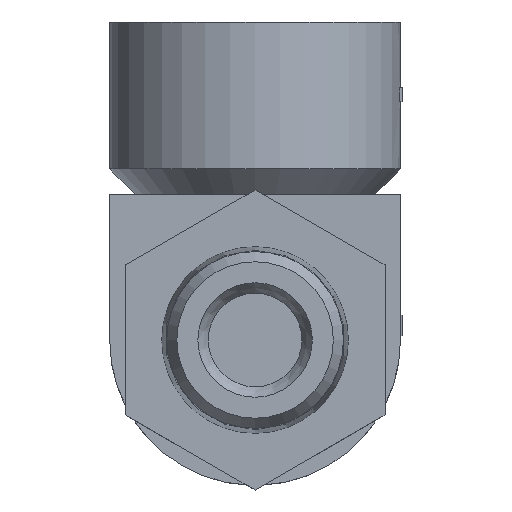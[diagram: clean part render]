
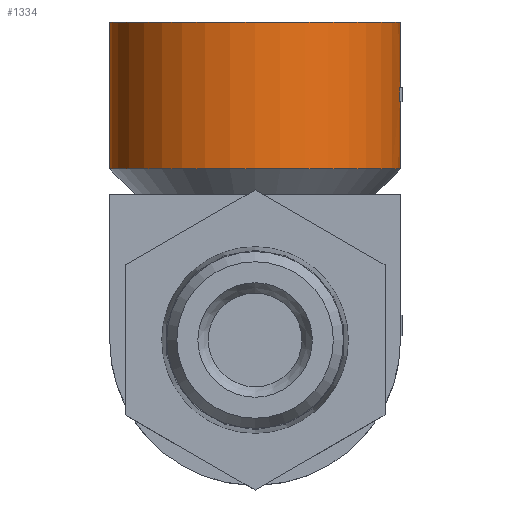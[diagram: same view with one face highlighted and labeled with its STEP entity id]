
A CAD part, front view. The second image highlights one B-rep face of the part: STEP entity #1334.
In plain terms, the highlighted cylindrical face has radius 8 mm (diameter 16 mm), a full revolution.
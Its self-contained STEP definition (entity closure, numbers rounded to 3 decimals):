
#34=ELLIPSE('',#1467,9.541,8.);
#35=ELLIPSE('',#1469,9.541,8.);
#39=CYLINDRICAL_SURFACE('',#1463,8.);
#97=LINE('',#2136,#229);
#98=LINE('',#2146,#230);
#99=LINE('',#2150,#231);
#100=LINE('',#2154,#232);
#229=VECTOR('',#1719,1000.);
#230=VECTOR('',#1728,1000.);
#231=VECTOR('',#1731,1000.);
#232=VECTOR('',#1734,1000.);
#452=ORIENTED_EDGE('',*,*,#765,.F.);
#453=ORIENTED_EDGE('',*,*,#766,.T.);
#454=ORIENTED_EDGE('',*,*,#767,.T.);
#455=ORIENTED_EDGE('',*,*,#768,.T.);
#456=ORIENTED_EDGE('',*,*,#769,.T.);
#457=ORIENTED_EDGE('',*,*,#770,.T.);
#458=ORIENTED_EDGE('',*,*,#771,.T.);
#459=ORIENTED_EDGE('',*,*,#772,.T.);
#460=ORIENTED_EDGE('',*,*,#773,.T.);
#461=ORIENTED_EDGE('',*,*,#774,.T.);
#462=ORIENTED_EDGE('',*,*,#775,.T.);
#463=ORIENTED_EDGE('',*,*,#776,.T.);
#464=ORIENTED_EDGE('',*,*,#763,.T.);
#763=EDGE_CURVE('',#929,#929,#1015,.T.);
#765=EDGE_CURVE('',#931,#931,#1017,.T.);
#766=EDGE_CURVE('',#932,#933,#1018,.T.);
#767=EDGE_CURVE('',#933,#934,#97,.T.);
#768=EDGE_CURVE('',#934,#935,#1019,.T.);
#769=EDGE_CURVE('',#935,#936,#34,.T.);
#770=EDGE_CURVE('',#936,#937,#1020,.T.);
#771=EDGE_CURVE('',#937,#938,#35,.T.);
#772=EDGE_CURVE('',#938,#939,#98,.T.);
#773=EDGE_CURVE('',#939,#940,#1021,.T.);
#774=EDGE_CURVE('',#940,#941,#99,.T.);
#775=EDGE_CURVE('',#941,#942,#1022,.T.);
#776=EDGE_CURVE('',#942,#932,#100,.F.);
#929=VERTEX_POINT('',#2127);
#931=VERTEX_POINT('',#2132);
#932=VERTEX_POINT('',#2134);
#933=VERTEX_POINT('',#2135);
#934=VERTEX_POINT('',#2137);
#935=VERTEX_POINT('',#2139);
#936=VERTEX_POINT('',#2141);
#937=VERTEX_POINT('',#2143);
#938=VERTEX_POINT('',#2145);
#939=VERTEX_POINT('',#2147);
#940=VERTEX_POINT('',#2149);
#941=VERTEX_POINT('',#2151);
#942=VERTEX_POINT('',#2153);
#1015=CIRCLE('',#1461,8.);
#1017=CIRCLE('',#1464,8.);
#1018=CIRCLE('',#1465,8.);
#1019=CIRCLE('',#1466,8.);
#1020=CIRCLE('',#1468,8.);
#1021=CIRCLE('',#1470,8.);
#1022=CIRCLE('',#1471,8.);
#1076=EDGE_LOOP('',(#452));
#1077=EDGE_LOOP('',(#453,#454,#455,#456,#457,#458,#459,#460,#461,#462,#463));
#1078=EDGE_LOOP('',(#464));
#1180=FACE_BOUND('',#1076,.T.);
#1181=FACE_BOUND('',#1077,.T.);
#1182=FACE_BOUND('',#1078,.T.);
#1334=ADVANCED_FACE('',(#1180,#1181,#1182),#39,.T.);
#1461=AXIS2_PLACEMENT_3D('',#2126,#1709,#1710);
#1463=AXIS2_PLACEMENT_3D('',#2130,#1713,#1714);
#1464=AXIS2_PLACEMENT_3D('',#2131,#1715,#1716);
#1465=AXIS2_PLACEMENT_3D('',#2133,#1717,#1718);
#1466=AXIS2_PLACEMENT_3D('',#2138,#1720,#1721);
#1467=AXIS2_PLACEMENT_3D('',#2140,#1722,#1723);
#1468=AXIS2_PLACEMENT_3D('',#2142,#1724,#1725);
#1469=AXIS2_PLACEMENT_3D('',#2144,#1726,#1727);
#1470=AXIS2_PLACEMENT_3D('',#2148,#1729,#1730);
#1471=AXIS2_PLACEMENT_3D('',#2152,#1732,#1733);
#1709=DIRECTION('',(0.,0.,-1.));
#1710=DIRECTION('',(-1.,0.,0.));
#1713=DIRECTION('',(0.,0.,-1.));
#1714=DIRECTION('',(-1.,0.,0.));
#1715=DIRECTION('',(0.,0.,-1.));
#1716=DIRECTION('',(-1.,0.,0.));
#1717=DIRECTION('',(0.,0.,1.));
#1718=DIRECTION('',(1.,0.,0.));
#1719=DIRECTION('',(0.,0.,-1.));
#1720=DIRECTION('',(0.,0.,1.));
#1721=DIRECTION('',(1.,0.,0.));
#1722=DIRECTION('',(0.,-0.545,-0.838));
#1723=DIRECTION('',(0.,0.838,-0.545));
#1724=DIRECTION('',(0.,0.,1.));
#1725=DIRECTION('',(1.,0.,0.));
#1726=DIRECTION('',(0.,0.545,0.838));
#1727=DIRECTION('',(0.,0.838,-0.545));
#1728=DIRECTION('',(0.,0.,-1.));
#1729=DIRECTION('',(0.,0.,-1.));
#1730=DIRECTION('',(-1.,0.,0.));
#1731=DIRECTION('',(0.,0.,-1.));
#1732=DIRECTION('',(0.,0.,-1.));
#1733=DIRECTION('',(-1.,0.,0.));
#1734=DIRECTION('',(0.,0.,-1.));
#2126=CARTESIAN_POINT('',(0.,18.5,17.5));
#2127=CARTESIAN_POINT('',(-8.,18.5,17.5));
#2130=CARTESIAN_POINT('',(0.,18.5,8.));
#2131=CARTESIAN_POINT('',(0.,18.5,9.414));
#2132=CARTESIAN_POINT('',(-8.,18.5,9.414));
#2133=CARTESIAN_POINT('',(0.,18.5,13.88));
#2134=CARTESIAN_POINT('',(7.955,17.65,13.88));
#2135=CARTESIAN_POINT('',(7.979,17.916,13.88));
#2136=CARTESIAN_POINT('',(7.979,17.916,8.));
#2137=CARTESIAN_POINT('',(7.979,17.916,13.633));
#2138=CARTESIAN_POINT('',(0.,18.5,13.633));
#2139=CARTESIAN_POINT('',(7.972,19.17,13.633));
#2140=CARTESIAN_POINT('',(0.,18.5,14.069));
#2141=CARTESIAN_POINT('',(7.995,18.79,13.88));
#2142=CARTESIAN_POINT('',(0.,18.5,13.88));
#2143=CARTESIAN_POINT('',(7.972,19.17,13.88));
#2144=CARTESIAN_POINT('',(0.,18.5,14.316));
#2145=CARTESIAN_POINT('',(7.931,19.55,13.633));
#2146=CARTESIAN_POINT('',(7.931,19.55,8.));
#2147=CARTESIAN_POINT('',(7.931,19.55,13.367));
#2148=CARTESIAN_POINT('',(0.,18.5,13.367));
#2149=CARTESIAN_POINT('',(7.979,17.916,13.367));
#2150=CARTESIAN_POINT('',(7.979,17.916,8.));
#2151=CARTESIAN_POINT('',(7.979,17.916,13.12));
#2152=CARTESIAN_POINT('',(0.,18.5,13.12));
#2153=CARTESIAN_POINT('',(7.955,17.65,13.12));
#2154=CARTESIAN_POINT('',(7.955,17.65,8.));
